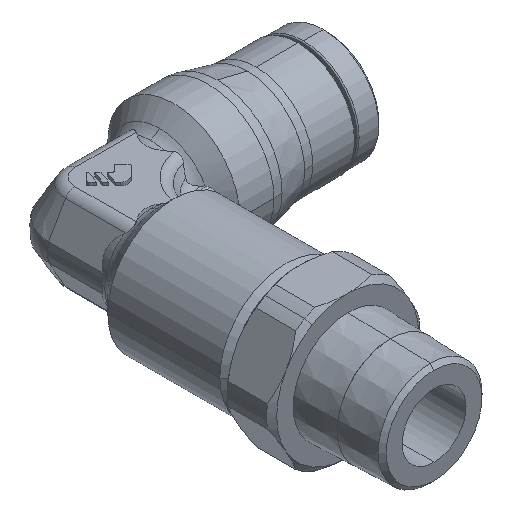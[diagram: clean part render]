
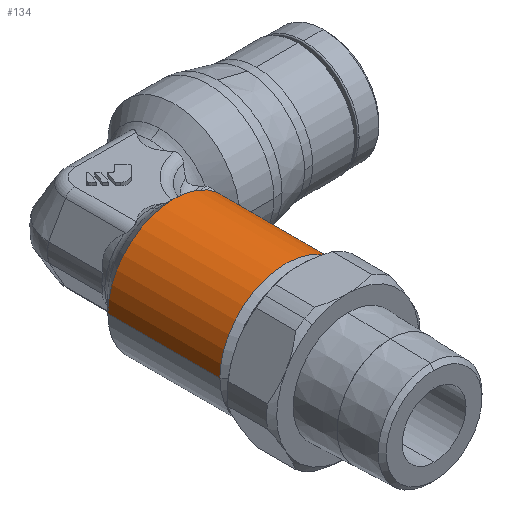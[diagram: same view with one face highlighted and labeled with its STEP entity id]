
A CAD part, isometric view. The second image highlights one B-rep face of the part: STEP entity #134.
In plain terms, the highlighted cylindrical face has radius 6.05 mm (diameter 12.1 mm), a partial arc.
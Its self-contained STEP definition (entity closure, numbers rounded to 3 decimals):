
#134=ADVANCED_FACE('',(#387),#388,.T.);
#387=FACE_OUTER_BOUND('',#721,.T.);
#388=CYLINDRICAL_SURFACE('',#722,6.05);
#721=EDGE_LOOP('',(#1584,#1585,#1586,#1587));
#722=AXIS2_PLACEMENT_3D('',#1588,#1589,#1590);
#1584=ORIENTED_EDGE('',*,*,#2300,.T.);
#1585=ORIENTED_EDGE('',*,*,#2201,.T.);
#1586=ORIENTED_EDGE('',*,*,#2301,.T.);
#1587=ORIENTED_EDGE('',*,*,#2441,.T.);
#1588=CARTESIAN_POINT('',(0.,-9.1,0.));
#1589=DIRECTION('',(0.,-1.0,0.));
#1590=DIRECTION('',(-1.0,0.,0.));
#2201=EDGE_CURVE('',#2641,#2643,#2645,.T.);
#2300=EDGE_CURVE('',#2818,#2641,#2827,.T.);
#2301=EDGE_CURVE('',#2643,#2824,#2828,.T.);
#2441=EDGE_CURVE('',#2824,#2818,#3051,.T.);
#2641=VERTEX_POINT('',#3379);
#2643=VERTEX_POINT('',#3382);
#2645=CIRCLE('',#3385,6.05);
#2818=VERTEX_POINT('',#3788);
#2824=VERTEX_POINT('',#3821);
#2827=LINE('',#3825,#3826);
#2828=LINE('',#3827,#3828);
#3051=CIRCLE('',#4278,6.05);
#3379=CARTESIAN_POINT('',(-6.05,-17.8,0.));
#3382=CARTESIAN_POINT('',(6.05,-17.8,0.));
#3385=AXIS2_PLACEMENT_3D('',#4813,#4814,#4815);
#3788=CARTESIAN_POINT('',(-6.05,-7.55,0.));
#3821=CARTESIAN_POINT('',(6.05,-7.55,0.));
#3825=CARTESIAN_POINT('',(-6.05,-9.1,0.));
#3826=VECTOR('',#4983,1.0);
#3827=CARTESIAN_POINT('',(6.05,-9.1,0.));
#3828=VECTOR('',#4984,1.0);
#4278=AXIS2_PLACEMENT_3D('',#5213,#5214,#5215);
#4813=CARTESIAN_POINT('',(0.,-17.8,0.));
#4814=DIRECTION('',(0.,1.0,0.));
#4815=DIRECTION('',(-1.0,0.,0.));
#4983=DIRECTION('',(0.,-1.0,0.));
#4984=DIRECTION('',(0.,1.0,0.));
#5213=CARTESIAN_POINT('',(0.,-7.55,0.));
#5214=DIRECTION('',(0.,-1.0,0.));
#5215=DIRECTION('',(-1.0,0.,0.));
